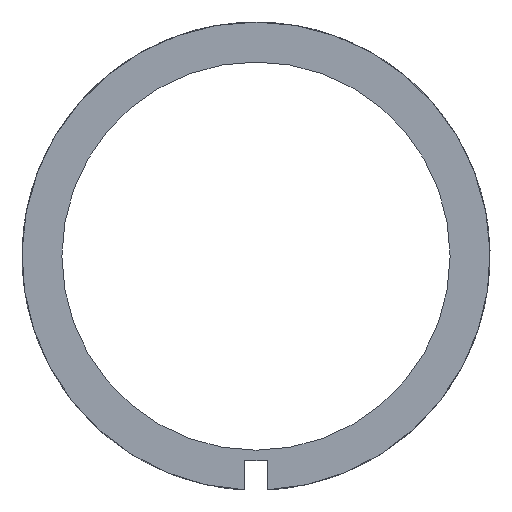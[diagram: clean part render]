
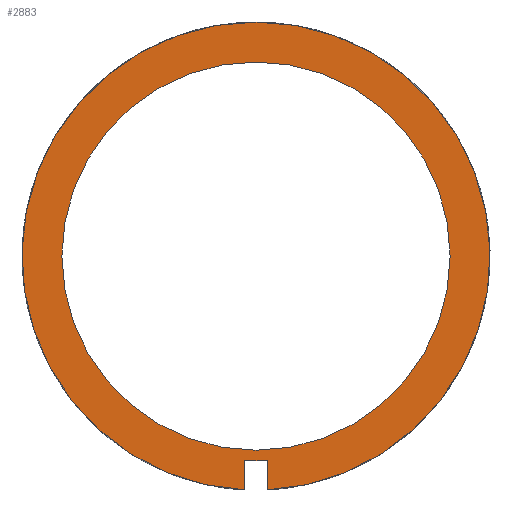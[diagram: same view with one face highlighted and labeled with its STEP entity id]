
A CAD part, left-side view. The second image highlights one B-rep face of the part: STEP entity #2883.
In plain terms, the highlighted planar face has unit normal (-1, 0, 0).
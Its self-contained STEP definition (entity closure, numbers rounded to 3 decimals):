
#2145=CARTESIAN_POINT('',(0.,5.,-89.5));
#2146=VERTEX_POINT('',#2145);
#2153=CARTESIAN_POINT('',(0.,5.,-102.378));
#2154=VERTEX_POINT('',#2153);
#2155=CARTESIAN_POINT('',(0.0,5.0,-102.378));
#2156=DIRECTION('',(0.0,0.0,1.0));
#2157=VECTOR('',#2156,12.878);
#2158=LINE('',#2155,#2157);
#2159=EDGE_CURVE('',#2154,#2146,#2158,.T.);
#2257=CARTESIAN_POINT('',(0.,-5.0,-102.378));
#2258=VERTEX_POINT('',#2257);
#2265=CARTESIAN_POINT('',(0.,-5.,-89.5));
#2266=VERTEX_POINT('',#2265);
#2267=CARTESIAN_POINT('',(0.0,-5.,-89.5));
#2268=DIRECTION('',(0.0,0.0,-1.0));
#2269=VECTOR('',#2268,12.878);
#2270=LINE('',#2267,#2269);
#2271=EDGE_CURVE('',#2266,#2258,#2270,.T.);
#2681=CARTESIAN_POINT('',(0.0,5.,-89.5));
#2682=DIRECTION('',(0.0,-1.0,0.0));
#2683=VECTOR('',#2682,10.0);
#2684=LINE('',#2681,#2683);
#2685=EDGE_CURVE('',#2146,#2266,#2684,.T.);
#2757=CARTESIAN_POINT('',(0.0,0.0,0.0));
#2758=DIRECTION('',(-1.0,0.0,0.0));
#2759=DIRECTION('',(0.0,-1.0,0.0));
#2760=AXIS2_PLACEMENT_3D('',#2757,#2758,#2759);
#2761=CIRCLE('',#2760,102.5);
#2762=EDGE_CURVE('',#2258,#2154,#2761,.T.);
#2857=CARTESIAN_POINT('',(0.0,0.,85.0));
#2858=VERTEX_POINT('',#2857);
#2859=CARTESIAN_POINT('',(0.0,0.0,0.0));
#2860=DIRECTION('',(1.0,0.0,0.0));
#2861=DIRECTION('',(0.0,0.0,-1.0));
#2862=AXIS2_PLACEMENT_3D('',#2859,#2860,#2861);
#2863=CIRCLE('',#2862,85.0);
#2864=EDGE_CURVE('',#2858,#2858,#2863,.T.);
#2869=CARTESIAN_POINT('',(0.0,0.,0.));
#2870=DIRECTION('',(1.0,0.0,0.0));
#2871=DIRECTION('',(0.0,0.0,-1.0));
#2872=AXIS2_PLACEMENT_3D('',#2869,#2870,#2871);
#2873=PLANE('',#2872);
#2874=ORIENTED_EDGE('',*,*,#2271,.T.);
#2875=ORIENTED_EDGE('',*,*,#2762,.T.);
#2876=ORIENTED_EDGE('',*,*,#2159,.T.);
#2877=ORIENTED_EDGE('',*,*,#2685,.T.);
#2878=EDGE_LOOP('',(#2874,#2875,#2876,#2877));
#2879=FACE_OUTER_BOUND('',#2878,.T.);
#2880=ORIENTED_EDGE('',*,*,#2864,.T.);
#2881=EDGE_LOOP('',(#2880));
#2882=FACE_BOUND('',#2881,.T.);
#2883=ADVANCED_FACE('',(#2879,#2882),#2873,.F.);
